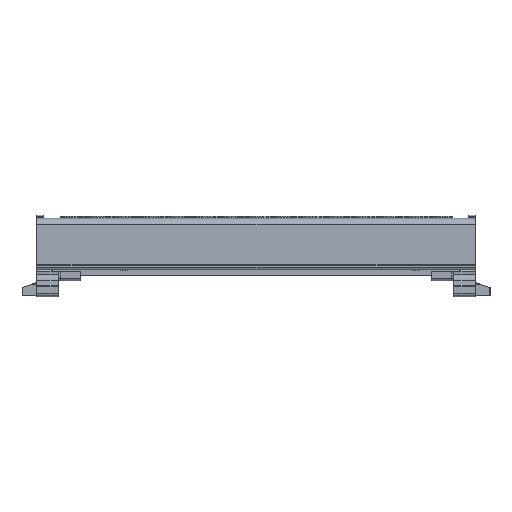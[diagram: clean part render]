
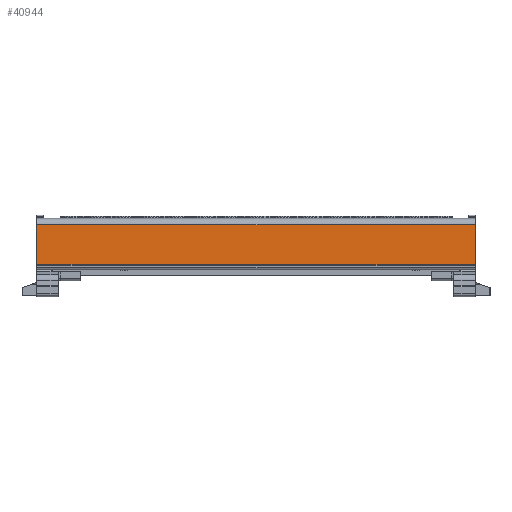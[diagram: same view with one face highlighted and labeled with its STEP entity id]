
A CAD part, top view. The second image highlights one B-rep face of the part: STEP entity #40944.
In plain terms, the highlighted planar face has unit normal (0, 0.018, 1).
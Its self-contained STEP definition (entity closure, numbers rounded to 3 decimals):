
#1567 = VECTOR ( 'NONE', #36376, 1000. ) ;
#1578 = CARTESIAN_POINT ( 'NONE',  ( -121.282, 71.266, 47.07 ) ) ;
#1595 = CARTESIAN_POINT ( 'NONE',  ( -121.282, 62.906, 47.216 ) ) ;
#6143 = ORIENTED_EDGE ( 'NONE', *, *, #13471, .T. ) ;
#6907 = VECTOR ( 'NONE', #9906, 1000. ) ;
#6908 = VECTOR ( 'NONE', #18515, 1000. ) ;
#7884 = LINE ( 'NONE', #16350, #6907 ) ;
#8601 = CARTESIAN_POINT ( 'NONE',  ( -121.282, 51.384, 47.417 ) ) ;
#9906 = DIRECTION ( 'NONE',  ( -1., 0., 0. ) ) ;
#10512 = ORIENTED_EDGE ( 'NONE', *, *, #16750, .F. ) ;
#10874 = ORIENTED_EDGE ( 'NONE', *, *, #16700, .F. ) ;
#11130 = DIRECTION ( 'NONE',  ( 1., 0., 0. ) ) ;
#11708 = DIRECTION ( 'NONE',  ( 1., 0., 0. ) ) ;
#12310 = AXIS2_PLACEMENT_3D ( 'NONE', #1595, #17699, #11130 ) ;
#13164 = CARTESIAN_POINT ( 'NONE',  ( 45.052, 71.266, 47.07 ) ) ;
#13174 = EDGE_CURVE ( 'NONE', #34868, #18211, #35214, .T. ) ;
#13471 = EDGE_CURVE ( 'NONE', #15380, #39693, #18592, .T. ) ;
#14911 = CARTESIAN_POINT ( 'NONE',  ( 45.052, 51.384, 47.417 ) ) ;
#15380 = VERTEX_POINT ( 'NONE', #32667 ) ;
#16350 = CARTESIAN_POINT ( 'NONE',  ( 6.606, 51.384, 47.417 ) ) ;
#16700 = EDGE_CURVE ( 'NONE', #15380, #23552, #7884, .T. ) ;
#16750 = EDGE_CURVE ( 'NONE', #23552, #34868, #25449, .T. ) ;
#17699 = DIRECTION ( 'NONE',  ( 0., 0.017, 1. ) ) ;
#18211 = VERTEX_POINT ( 'NONE', #13164 ) ;
#18515 = DIRECTION ( 'NONE',  ( 0., 1., -0.017 ) ) ;
#18592 = LINE ( 'NONE', #8601, #28124 ) ;
#18866 = CARTESIAN_POINT ( 'NONE',  ( -161.457, 71.266, 47.07 ) ) ;
#22261 = DIRECTION ( 'NONE',  ( 0., 1., -0.017 ) ) ;
#22424 = EDGE_CURVE ( 'NONE', #39693, #18211, #37566, .T. ) ;
#23304 = EDGE_LOOP ( 'NONE', ( #6143, #31113, #24633, #10512, #10874 ) ) ;
#23552 = VERTEX_POINT ( 'NONE', #33013 ) ;
#24633 = ORIENTED_EDGE ( 'NONE', *, *, #13174, .F. ) ;
#24846 = CARTESIAN_POINT ( 'NONE',  ( 45.052, 62.906, 47.216 ) ) ;
#25449 = LINE ( 'NONE', #35185, #40564 ) ;
#28124 = VECTOR ( 'NONE', #11708, 1000. ) ;
#31113 = ORIENTED_EDGE ( 'NONE', *, *, #22424, .T. ) ;
#31692 = FACE_OUTER_BOUND ( 'NONE', #23304, .T. ) ;
#32667 = CARTESIAN_POINT ( 'NONE',  ( -57.818, 51.384, 47.417 ) ) ;
#33013 = CARTESIAN_POINT ( 'NONE',  ( -161.457, 51.384, 47.417 ) ) ;
#34868 = VERTEX_POINT ( 'NONE', #18866 ) ;
#35185 = CARTESIAN_POINT ( 'NONE',  ( -161.457, 62.906, 47.216 ) ) ;
#35214 = LINE ( 'NONE', #1578, #1567 ) ;
#36376 = DIRECTION ( 'NONE',  ( 1., 0., 0. ) ) ;
#37243 = PLANE ( 'NONE',  #12310 ) ;
#37566 = LINE ( 'NONE', #24846, #6908 ) ;
#39693 = VERTEX_POINT ( 'NONE', #14911 ) ;
#40564 = VECTOR ( 'NONE', #22261, 1000. ) ;
#40944 = ADVANCED_FACE ( 'NONE', ( #31692 ), #37243, .T. ) ;
